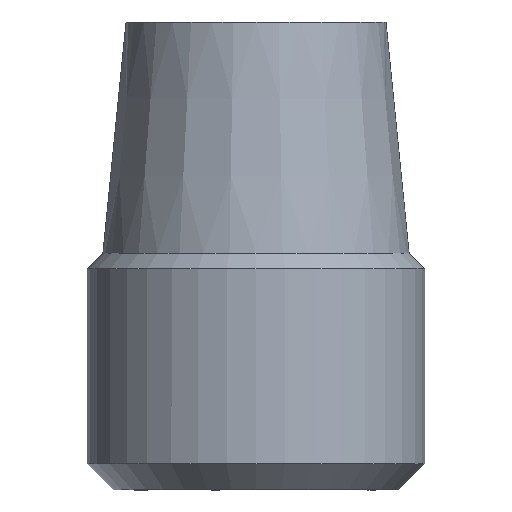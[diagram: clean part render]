
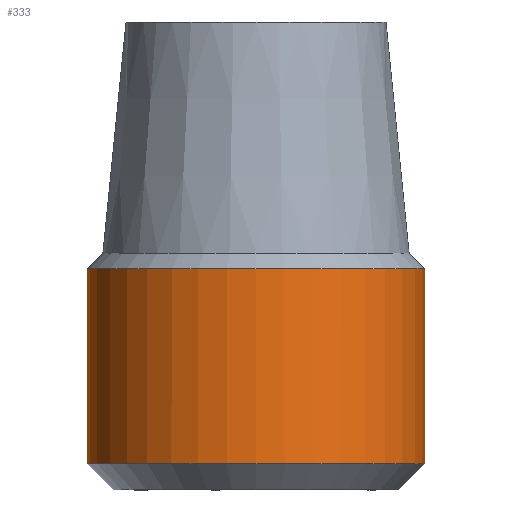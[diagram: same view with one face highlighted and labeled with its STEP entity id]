
A CAD part, front view. The second image highlights one B-rep face of the part: STEP entity #333.
In plain terms, the highlighted cylindrical face has radius 6.5 mm (diameter 13 mm), a partial arc.
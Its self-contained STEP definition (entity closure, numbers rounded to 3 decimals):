
#46 = DIRECTION ( 'NONE',  ( -1., 0., 0. ) ) ;
#104 = VERTEX_POINT ( 'NONE', #1093 ) ;
#123 = CARTESIAN_POINT ( 'NONE',  ( 0., 0., -7. ) ) ;
#182 = EDGE_CURVE ( 'NONE', #1205, #883, #650, .T. ) ;
#267 = VECTOR ( 'NONE', #2002, 1000. ) ;
#305 = EDGE_CURVE ( 'NONE', #1205, #104, #403, .T. ) ;
#333 = ADVANCED_FACE ( 'NONE', ( #1681 ), #1412, .T. ) ;
#403 = LINE ( 'NONE', #647, #770 ) ;
#496 = DIRECTION ( 'NONE',  ( 0., 0., 1. ) ) ;
#647 = CARTESIAN_POINT ( 'NONE',  ( -6.5, 0., -8. ) ) ;
#650 = CIRCLE ( 'NONE', #1650, 6.5 ) ;
#657 = ORIENTED_EDGE ( 'NONE', *, *, #1516, .T. ) ;
#770 = VECTOR ( 'NONE', #1799, 1000. ) ;
#833 = ORIENTED_EDGE ( 'NONE', *, *, #1489, .T. ) ;
#863 = CARTESIAN_POINT ( 'NONE',  ( 6.5, 0., -8. ) ) ;
#869 = DIRECTION ( 'NONE',  ( 0., 0., -1. ) ) ;
#883 = VERTEX_POINT ( 'NONE', #1518 ) ;
#1012 = VERTEX_POINT ( 'NONE', #1219 ) ;
#1015 = EDGE_LOOP ( 'NONE', ( #1483, #1757, #833, #657 ) ) ;
#1027 = CARTESIAN_POINT ( 'NONE',  ( 0., 0., 0.5 ) ) ;
#1047 = AXIS2_PLACEMENT_3D ( 'NONE', #1027, #869, #46 ) ;
#1093 = CARTESIAN_POINT ( 'NONE',  ( -6.5, 0., 0.5 ) ) ;
#1205 = VERTEX_POINT ( 'NONE', #1905 ) ;
#1206 = CIRCLE ( 'NONE', #1047, 6.5 ) ;
#1219 = CARTESIAN_POINT ( 'NONE',  ( 6.5, 0., 0.5 ) ) ;
#1365 = LINE ( 'NONE', #863, #267 ) ;
#1412 = CYLINDRICAL_SURFACE ( 'NONE', #2116, 6.5 ) ;
#1452 = DIRECTION ( 'NONE',  ( 1., 0., 0. ) ) ;
#1483 = ORIENTED_EDGE ( 'NONE', *, *, #305, .F. ) ;
#1489 = EDGE_CURVE ( 'NONE', #883, #1012, #1365, .T. ) ;
#1516 = EDGE_CURVE ( 'NONE', #1012, #104, #1206, .T. ) ;
#1518 = CARTESIAN_POINT ( 'NONE',  ( 6.5, 0., -7. ) ) ;
#1596 = DIRECTION ( 'NONE',  ( 0., 0., 1. ) ) ;
#1626 = DIRECTION ( 'NONE',  ( 1., 0., 0. ) ) ;
#1650 = AXIS2_PLACEMENT_3D ( 'NONE', #123, #1596, #1452 ) ;
#1681 = FACE_OUTER_BOUND ( 'NONE', #1015, .T. ) ;
#1757 = ORIENTED_EDGE ( 'NONE', *, *, #182, .T. ) ;
#1799 = DIRECTION ( 'NONE',  ( 0., 0., 1. ) ) ;
#1905 = CARTESIAN_POINT ( 'NONE',  ( -6.5, 0., -7. ) ) ;
#2002 = DIRECTION ( 'NONE',  ( 0., 0., 1. ) ) ;
#2110 = CARTESIAN_POINT ( 'NONE',  ( 0., 0., -8. ) ) ;
#2116 = AXIS2_PLACEMENT_3D ( 'NONE', #2110, #496, #1626 ) ;
